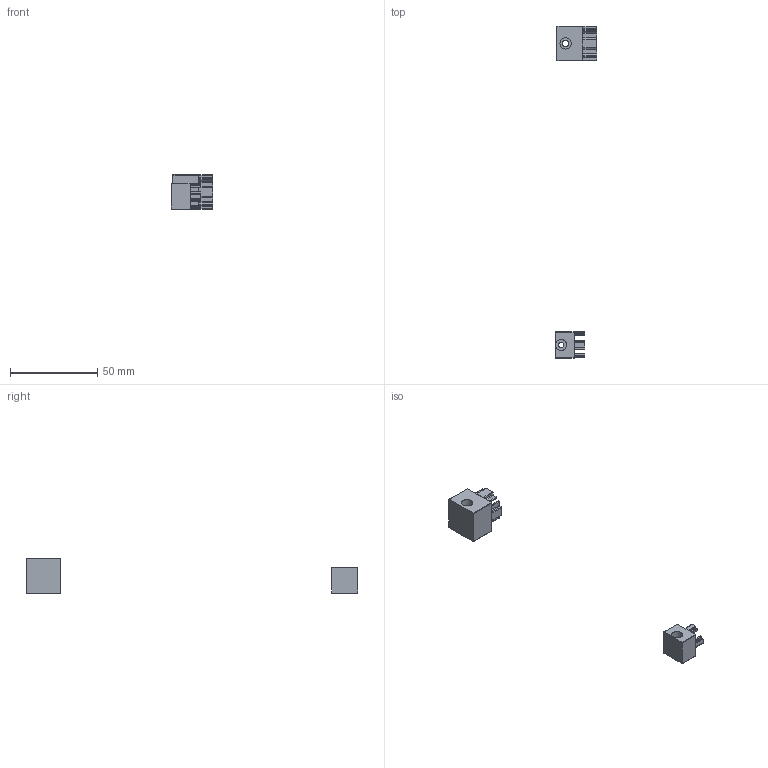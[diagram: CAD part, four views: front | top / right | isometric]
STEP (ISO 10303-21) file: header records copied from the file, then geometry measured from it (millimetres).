
FILE_DESCRIPTION(/* description */ (''),/* implementation_level */ '2;1');
FILE_NAME(/* name */ 'Doorbuffer_Adapters.step',/* time_stamp */ '2024-09-12T11:11:23-06:00',/* author */ (''),/* organization */ (''),/* preprocessor_version */ 'ST-DEVELOPER v20',/* originating_system */ 'Autodesk Translation Framework v13.14.0.145',/* authorisation */ '');
FILE_SCHEMA (('AUTOMOTIVE_DESIGN { 1 0 10303 214 3 1 1 }'));
Length unit declared in the file: millimetre
Products named in the file (3): Doorbuffer Adapters; 1515_doorbuffer_adapter_x2; 2020_doorbuffer_adapter_x2
Assembly tree (2 placements, depth 2):
  Doorbuffer Adapters
    1515_doorbuffer_adapter_x2
    2020_doorbuffer_adapter_x2
Bounding box: 23.8 x 190 x 20 mm (x, y, z)
Volume: 8918.4 mm3; surface area: 4852.6 mm2
Topology: 2 solids, 2 shells, 154 faces, 420 edges, 280 vertices
Faces by surface type: plane 94, cylinder 60
Full cylindrical faces by diameter (mm): 3.2 x1, 3.5 x1, 6.4 x2
Entity records: 4984 total; most frequent: CARTESIAN_POINT 859, DIRECTION 858, ORIENTED_EDGE 840, EDGE_CURVE 420, LINE 300, VECTOR 300, VERTEX_POINT 280, AXIS2_PLACEMENT_3D 279
